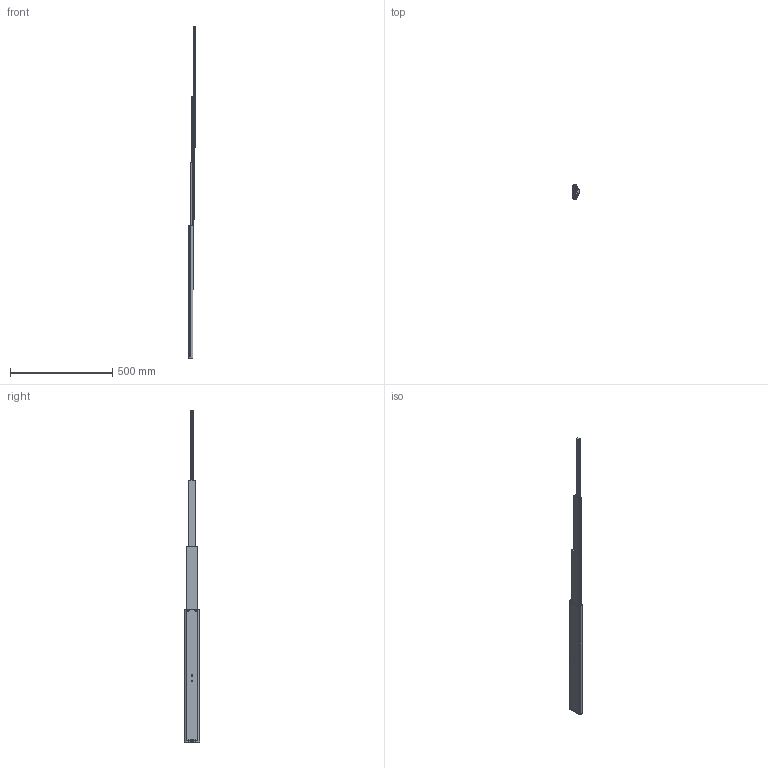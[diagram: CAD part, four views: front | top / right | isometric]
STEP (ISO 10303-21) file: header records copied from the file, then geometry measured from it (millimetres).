
FILE_DESCRIPTION (( 'STEP AP214' ), '1' );
FILE_NAME ('FR_5432.0650mm_26inch_open.STEP', '2022-10-17T08:30:42', ( '' ), ( '' ), 'SwSTEP 2.0', 'SolidWorks 2020', '' );
FILE_SCHEMA (( 'AUTOMOTIVE_DESIGN' ));
Length unit declared in the file: millimetre
Products named in the file (12): 5432.XXX-01.T093_NL  650; FR 5432 CABINET STOP; FR_5432.0650mm_26inch_open; 5432.XXX-03.T093_NL  650; 5432.XXX-C2.T093_NL  650; FR 5432 D2 STOP; 5432.XXX-D2.T093_NL  650; FR 5432 C2 STOP
Assembly tree (11 placements, depth 3):
  FR_5432.0650mm_26inch_open
    5432.XXX-01.T093_NL  650
      5432.XXX-01.T093_NL  650
      FR 5432 CABINET STOP
    5432.XXX-C2.T093_NL  650
      5432.XXX-C2.T093_NL  650
      FR 5432 C2 STOP
    5432.XXX-D2.T093_NL  650
      5432.XXX-D2.T093_NL  650
      FR 5432 D2 STOP
    5432.XXX-03.T093_NL  650
      5432.XXX-03.T093_NL  650
Bounding box: 32 x 74.93 x 1625 mm (x, y, z)
Volume: 753531.3 mm3; surface area: 358249.5 mm2
Topology: 7 solids, 7 shells, 202 faces, 518 edges, 330 vertices
Faces by surface type: cylinder 98, plane 78, cone 26
Entity records: 6790 total; most frequent: DIRECTION 1184, CARTESIAN_POINT 1068, ORIENTED_EDGE 1036, EDGE_CURVE 518, AXIS2_PLACEMENT_3D 446, VERTEX_POINT 330, VECTOR 292, LINE 292
